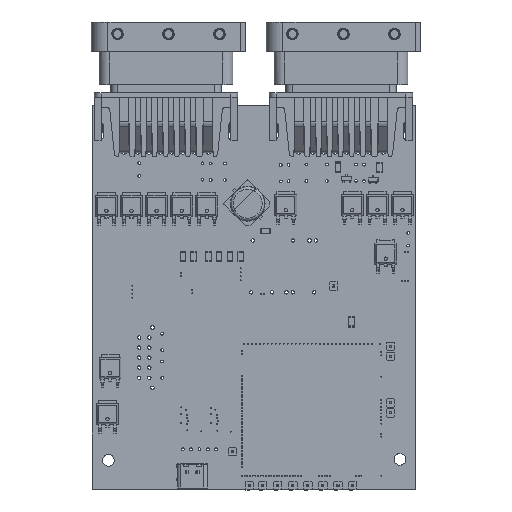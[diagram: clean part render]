
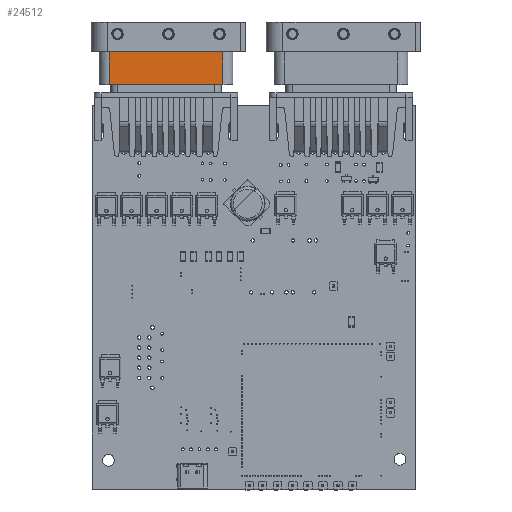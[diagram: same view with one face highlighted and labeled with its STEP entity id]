
A CAD part, top view. The second image highlights one B-rep face of the part: STEP entity #24512.
In plain terms, the highlighted planar face has unit normal (0, 0, 1).
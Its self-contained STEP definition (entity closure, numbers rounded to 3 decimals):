
#19835 = CYLINDRICAL_SURFACE('',#19836,0.2);
#19836 = AXIS2_PLACEMENT_3D('',#19837,#19838,#19839);
#19837 = CARTESIAN_POINT('',(117.45,86.9,
    24.07));
#19838 = DIRECTION('',(-1.,0.,0.));
#19839 = DIRECTION('',(0.,-1.,0.));
#22441 = VERTEX_POINT('',#22442);
#22442 = CARTESIAN_POINT('',(83.1,86.9,
    23.87));
#22486 = CYLINDRICAL_SURFACE('',#22487,3.);
#22487 = AXIS2_PLACEMENT_3D('',#22488,#22489,#22490);
#22488 = CARTESIAN_POINT('',(83.1,96.7,
    20.87));
#22489 = DIRECTION('',(0.,-1.,0.));
#22490 = DIRECTION('',(1.,0.,0.));
#22501 = EDGE_CURVE('',#22441,#22502,#22504,.T.);
#22502 = VERTEX_POINT('',#22503);
#22503 = CARTESIAN_POINT('',(117.1,86.9,
    23.87));
#22504 = SURFACE_CURVE('',#22505,(#22510,#22516),.PCURVE_S1.);
#22505 = B_SPLINE_CURVE_WITH_KNOTS('',3,(#22506,#22507,#22508,#22509),
  .UNSPECIFIED.,.F.,.F.,(4,4),(0.,1.),.PIECEWISE_BEZIER_KNOTS.);
#22506 = CARTESIAN_POINT('',(83.1,86.9,
    23.87));
#22507 = CARTESIAN_POINT('',(94.433,86.9,
    23.87));
#22508 = CARTESIAN_POINT('',(105.767,86.9,
    23.87));
#22509 = CARTESIAN_POINT('',(117.1,86.9,
    23.87));
#22510 = PCURVE('',#19835,#22511);
#22511 = DEFINITIONAL_REPRESENTATION('',(#22512),#22515);
#22512 = B_SPLINE_CURVE_WITH_KNOTS('',1,(#22513,#22514),.UNSPECIFIED.,
  .F.,.F.,(2,2),(0.,1.),.PIECEWISE_BEZIER_KNOTS.);
#22513 = CARTESIAN_POINT('',(4.712,34.35));
#22514 = CARTESIAN_POINT('',(4.712,0.35));
#22515 = ( GEOMETRIC_REPRESENTATION_CONTEXT(2) 
PARAMETRIC_REPRESENTATION_CONTEXT() REPRESENTATION_CONTEXT('2D SPACE',''
  ) );
#22516 = PCURVE('',#22517,#22522);
#22517 = PLANE('',#22518);
#22518 = AXIS2_PLACEMENT_3D('',#22519,#22520,#22521);
#22519 = CARTESIAN_POINT('',(117.1,96.7,
    23.87));
#22520 = DIRECTION('',(0.,0.,-1.));
#22521 = DIRECTION('',(0.,-1.,0.));
#22522 = DEFINITIONAL_REPRESENTATION('',(#22523),#22528);
#22523 = B_SPLINE_CURVE_WITH_KNOTS('',3,(#22524,#22525,#22526,#22527),
  .UNSPECIFIED.,.F.,.F.,(4,4),(0.,1.),.PIECEWISE_BEZIER_KNOTS.);
#22524 = CARTESIAN_POINT('',(9.8,34.));
#22525 = CARTESIAN_POINT('',(9.8,22.667));
#22526 = CARTESIAN_POINT('',(9.8,11.333));
#22527 = CARTESIAN_POINT('',(9.8,0.));
#22528 = ( GEOMETRIC_REPRESENTATION_CONTEXT(2) 
PARAMETRIC_REPRESENTATION_CONTEXT() REPRESENTATION_CONTEXT('2D SPACE',''
  ) );
#22579 = CYLINDRICAL_SURFACE('',#22580,3.);
#22580 = AXIS2_PLACEMENT_3D('',#22581,#22582,#22583);
#22581 = CARTESIAN_POINT('',(117.1,96.7,
    20.87));
#22582 = DIRECTION('',(0.,-1.,0.));
#22583 = DIRECTION('',(1.,0.,0.));
#24355 = PLANE('',#24356);
#24356 = AXIS2_PLACEMENT_3D('',#24357,#24358,#24359);
#24357 = CARTESIAN_POINT('',(117.1,96.7,
    3.87));
#24358 = DIRECTION('',(0.,1.,0.));
#24359 = DIRECTION('',(0.,0.,-1.));
#24453 = EDGE_CURVE('',#22441,#24454,#24456,.T.);
#24454 = VERTEX_POINT('',#24455);
#24455 = CARTESIAN_POINT('',(83.1,96.7,
    23.87));
#24456 = SURFACE_CURVE('',#24457,(#24462,#24468),.PCURVE_S1.);
#24457 = B_SPLINE_CURVE_WITH_KNOTS('',3,(#24458,#24459,#24460,#24461),
  .UNSPECIFIED.,.F.,.F.,(4,4),(0.,1.),.PIECEWISE_BEZIER_KNOTS.);
#24458 = CARTESIAN_POINT('',(83.1,86.9,
    23.87));
#24459 = CARTESIAN_POINT('',(83.1,90.167,
    23.87));
#24460 = CARTESIAN_POINT('',(83.1,93.433,
    23.87));
#24461 = CARTESIAN_POINT('',(83.1,96.7,
    23.87));
#24462 = PCURVE('',#22486,#24463);
#24463 = DEFINITIONAL_REPRESENTATION('',(#24464),#24467);
#24464 = B_SPLINE_CURVE_WITH_KNOTS('',1,(#24465,#24466),.UNSPECIFIED.,
  .F.,.F.,(2,2),(0.,1.),.PIECEWISE_BEZIER_KNOTS.);
#24465 = CARTESIAN_POINT('',(1.571,9.8));
#24466 = CARTESIAN_POINT('',(1.571,0.));
#24467 = ( GEOMETRIC_REPRESENTATION_CONTEXT(2) 
PARAMETRIC_REPRESENTATION_CONTEXT() REPRESENTATION_CONTEXT('2D SPACE',''
  ) );
#24468 = PCURVE('',#22517,#24469);
#24469 = DEFINITIONAL_REPRESENTATION('',(#24470),#24475);
#24470 = B_SPLINE_CURVE_WITH_KNOTS('',3,(#24471,#24472,#24473,#24474),
  .UNSPECIFIED.,.F.,.F.,(4,4),(0.,1.),.PIECEWISE_BEZIER_KNOTS.);
#24471 = CARTESIAN_POINT('',(9.8,34.));
#24472 = CARTESIAN_POINT('',(6.533,34.));
#24473 = CARTESIAN_POINT('',(3.267,34.));
#24474 = CARTESIAN_POINT('',(0.,34.));
#24475 = ( GEOMETRIC_REPRESENTATION_CONTEXT(2) 
PARAMETRIC_REPRESENTATION_CONTEXT() REPRESENTATION_CONTEXT('2D SPACE',''
  ) );
#24512 = ADVANCED_FACE('',(#24513),#22517,.F.);
#24513 = FACE_BOUND('',#24514,.F.);
#24514 = EDGE_LOOP('',(#24515,#24516,#24542,#24564));
#24515 = ORIENTED_EDGE('',*,*,#24453,.T.);
#24516 = ORIENTED_EDGE('',*,*,#24517,.T.);
#24517 = EDGE_CURVE('',#24454,#24518,#24520,.T.);
#24518 = VERTEX_POINT('',#24519);
#24519 = CARTESIAN_POINT('',(117.1,96.7,
    23.87));
#24520 = SURFACE_CURVE('',#24521,(#24526,#24534),.PCURVE_S1.);
#24521 = B_SPLINE_CURVE_WITH_KNOTS('',3,(#24522,#24523,#24524,#24525),
  .UNSPECIFIED.,.F.,.F.,(4,4),(0.,1.),.PIECEWISE_BEZIER_KNOTS.);
#24522 = CARTESIAN_POINT('',(83.1,96.7,
    23.87));
#24523 = CARTESIAN_POINT('',(94.433,96.7,
    23.87));
#24524 = CARTESIAN_POINT('',(105.767,96.7,
    23.87));
#24525 = CARTESIAN_POINT('',(117.1,96.7,
    23.87));
#24526 = PCURVE('',#22517,#24527);
#24527 = DEFINITIONAL_REPRESENTATION('',(#24528),#24533);
#24528 = B_SPLINE_CURVE_WITH_KNOTS('',3,(#24529,#24530,#24531,#24532),
  .UNSPECIFIED.,.F.,.F.,(4,4),(0.,1.),.PIECEWISE_BEZIER_KNOTS.);
#24529 = CARTESIAN_POINT('',(0.,34.));
#24530 = CARTESIAN_POINT('',(0.,22.667));
#24531 = CARTESIAN_POINT('',(0.,11.333));
#24532 = CARTESIAN_POINT('',(0.,0.));
#24533 = ( GEOMETRIC_REPRESENTATION_CONTEXT(2) 
PARAMETRIC_REPRESENTATION_CONTEXT() REPRESENTATION_CONTEXT('2D SPACE',''
  ) );
#24534 = PCURVE('',#24355,#24535);
#24535 = DEFINITIONAL_REPRESENTATION('',(#24536),#24541);
#24536 = B_SPLINE_CURVE_WITH_KNOTS('',3,(#24537,#24538,#24539,#24540),
  .UNSPECIFIED.,.F.,.F.,(4,4),(0.,1.),.PIECEWISE_BEZIER_KNOTS.);
#24537 = CARTESIAN_POINT('',(-20.,34.));
#24538 = CARTESIAN_POINT('',(-20.,22.667));
#24539 = CARTESIAN_POINT('',(-20.,11.333));
#24540 = CARTESIAN_POINT('',(-20.,0.));
#24541 = ( GEOMETRIC_REPRESENTATION_CONTEXT(2) 
PARAMETRIC_REPRESENTATION_CONTEXT() REPRESENTATION_CONTEXT('2D SPACE',''
  ) );
#24542 = ORIENTED_EDGE('',*,*,#24543,.T.);
#24543 = EDGE_CURVE('',#24518,#22502,#24544,.T.);
#24544 = SURFACE_CURVE('',#24545,(#24550,#24558),.PCURVE_S1.);
#24545 = B_SPLINE_CURVE_WITH_KNOTS('',3,(#24546,#24547,#24548,#24549),
  .UNSPECIFIED.,.F.,.F.,(4,4),(0.,1.),.PIECEWISE_BEZIER_KNOTS.);
#24546 = CARTESIAN_POINT('',(117.1,96.7,
    23.87));
#24547 = CARTESIAN_POINT('',(117.1,93.433,
    23.87));
#24548 = CARTESIAN_POINT('',(117.1,90.167,
    23.87));
#24549 = CARTESIAN_POINT('',(117.1,86.9,
    23.87));
#24550 = PCURVE('',#22517,#24551);
#24551 = DEFINITIONAL_REPRESENTATION('',(#24552),#24557);
#24552 = B_SPLINE_CURVE_WITH_KNOTS('',3,(#24553,#24554,#24555,#24556),
  .UNSPECIFIED.,.F.,.F.,(4,4),(0.,1.),.PIECEWISE_BEZIER_KNOTS.);
#24553 = CARTESIAN_POINT('',(0.,0.));
#24554 = CARTESIAN_POINT('',(3.267,0.));
#24555 = CARTESIAN_POINT('',(6.533,0.));
#24556 = CARTESIAN_POINT('',(9.8,0.));
#24557 = ( GEOMETRIC_REPRESENTATION_CONTEXT(2) 
PARAMETRIC_REPRESENTATION_CONTEXT() REPRESENTATION_CONTEXT('2D SPACE',''
  ) );
#24558 = PCURVE('',#22579,#24559);
#24559 = DEFINITIONAL_REPRESENTATION('',(#24560),#24563);
#24560 = B_SPLINE_CURVE_WITH_KNOTS('',1,(#24561,#24562),.UNSPECIFIED.,
  .F.,.F.,(2,2),(0.,1.),.PIECEWISE_BEZIER_KNOTS.);
#24561 = CARTESIAN_POINT('',(1.571,0.));
#24562 = CARTESIAN_POINT('',(1.571,9.8));
#24563 = ( GEOMETRIC_REPRESENTATION_CONTEXT(2) 
PARAMETRIC_REPRESENTATION_CONTEXT() REPRESENTATION_CONTEXT('2D SPACE',''
  ) );
#24564 = ORIENTED_EDGE('',*,*,#22501,.F.);
